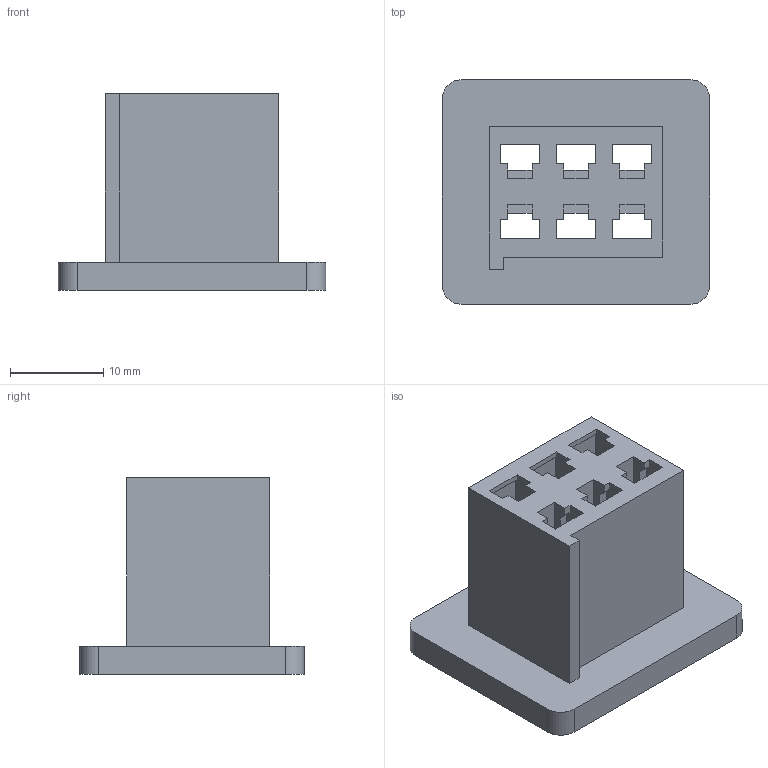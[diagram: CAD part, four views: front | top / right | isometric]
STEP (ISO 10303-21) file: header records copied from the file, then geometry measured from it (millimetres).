
FILE_DESCRIPTION (( 'STEP AP214' ), '1' );
FILE_NAME ('OBD1_6-pin_female_CCD_DLC.STEP', '', ( '' ), ( '' ), '', '', '' );
FILE_SCHEMA (( 'AUTOMOTIVE_DESIGN' ));
Length unit declared in the file: millimetre
Products named in the file (1): OBD1_6-pin_female_CCD_DLC
Bounding box: 28.6 x 24 x 21 mm (x, y, z)
Volume: 4830.7 mm3; surface area: 4812.4 mm2
Topology: 1 solids, 1 shells, 149 faces, 426 edges, 280 vertices
Faces by surface type: plane 145, cylinder 4
Entity records: 4810 total; most frequent: CARTESIAN_POINT 856, ORIENTED_EDGE 852, DIRECTION 734, EDGE_CURVE 426, LINE 418, VECTOR 418, VERTEX_POINT 280, EDGE_LOOP 162
